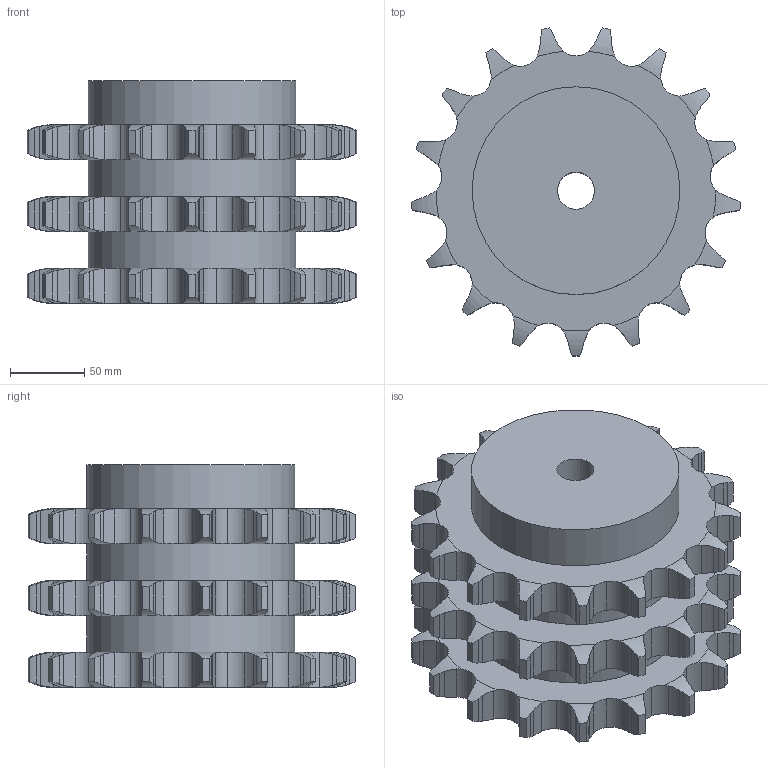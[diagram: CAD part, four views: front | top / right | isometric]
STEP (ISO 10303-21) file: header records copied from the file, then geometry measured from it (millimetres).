
FILE_DESCRIPTION(('FreeCAD Model'),'2;1');
FILE_NAME('Open CASCADE Shape Model','2021-11-01T09:54:16',('FreeCAD'),( 'FreeCAD'),'Open CASCADE STEP processor 7.4','FreeCAD','Unknown');
FILE_SCHEMA(('AUTOMOTIVE_DESIGN { 1 0 10303 214 1 1 1 1 }'));
Products named in the file (1): Open CASCADE STEP translator 7.4 43
Bounding box: 221.76 x 220.84 x 150 mm (x, y, z)
Volume: 3277786.7 mm3; surface area: 232452.7 mm2
Topology: 1 solids, 1 shells, 579 faces, 1714 edges, 1143 vertices
Faces by surface type: cylinder 361, plane 110, torus 108
Full cylindrical faces by diameter (mm): 25 x1, 140 x3
Entity records: 52365 total; most frequent: CARTESIAN_POINT 23089, DIRECTION 4069, ORIENTED_EDGE 3428, PCURVE 3428, DEFINITIONAL_REPRESENTATION 3428, B_SPLINE_CURVE_WITH_KNOTS 2466, LINE 1925, VECTOR 1925
